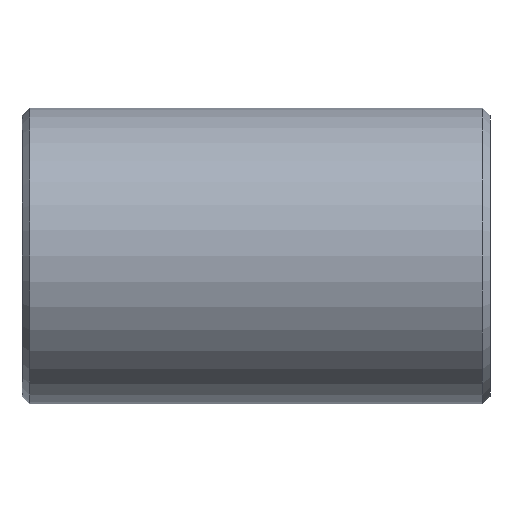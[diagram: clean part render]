
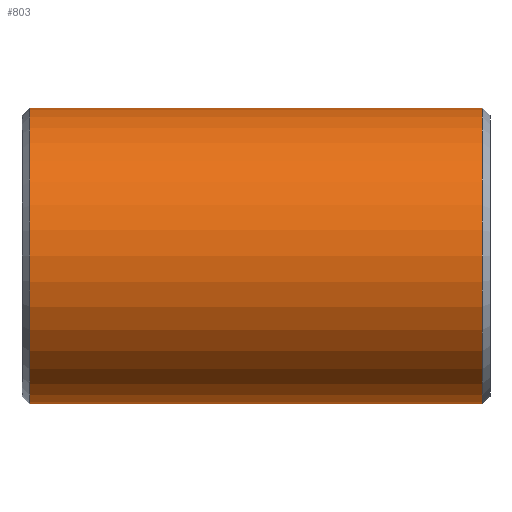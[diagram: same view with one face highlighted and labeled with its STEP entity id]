
A CAD part, front view. The second image highlights one B-rep face of the part: STEP entity #803.
In plain terms, the highlighted cylindrical face has radius 136.525 mm (diameter 273.05 mm), a partial arc.
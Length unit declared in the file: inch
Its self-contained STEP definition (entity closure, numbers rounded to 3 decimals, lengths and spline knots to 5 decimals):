
#9 = LINE ( 'NONE', #633, #663 ) ;
#27 = VERTEX_POINT ( 'NONE', #407 ) ;
#37 = CARTESIAN_POINT ( 'NONE',  ( 8.21867, 0., -5.375 ) ) ;
#41 = EDGE_CURVE ( 'NONE', #713, #445, #221, .T. ) ;
#45 = CIRCLE ( 'NONE', #188, 5.375 ) ;
#74 = DIRECTION ( 'NONE',  ( -1., 0., 0. ) ) ;
#84 = EDGE_LOOP ( 'NONE', ( #250, #240, #116, #435 ) ) ;
#116 = ORIENTED_EDGE ( 'NONE', *, *, #199, .T. ) ;
#134 = DIRECTION ( 'NONE',  ( 0., 0., -1. ) ) ;
#178 = FACE_OUTER_BOUND ( 'NONE', #84, .T. ) ;
#188 = AXIS2_PLACEMENT_3D ( 'NONE', #433, #627, #696 ) ;
#199 = EDGE_CURVE ( 'NONE', #386, #27, #9, .T. ) ;
#218 = VECTOR ( 'NONE', #729, 39.37008 ) ;
#221 = LINE ( 'NONE', #656, #218 ) ;
#240 = ORIENTED_EDGE ( 'NONE', *, *, #475, .T. ) ;
#250 = ORIENTED_EDGE ( 'NONE', *, *, #41, .F. ) ;
#254 = CARTESIAN_POINT ( 'NONE',  ( 8.5, 0., 0. ) ) ;
#375 = AXIS2_PLACEMENT_3D ( 'NONE', #254, #383, #562 ) ;
#383 = DIRECTION ( 'NONE',  ( -1., 0., 0. ) ) ;
#384 = DIRECTION ( 'NONE',  ( -1., 0., 0. ) ) ;
#386 = VERTEX_POINT ( 'NONE', #447 ) ;
#406 = EDGE_CURVE ( 'NONE', #27, #445, #45, .T. ) ;
#407 = CARTESIAN_POINT ( 'NONE',  ( -8.21867, 0., 5.375 ) ) ;
#433 = CARTESIAN_POINT ( 'NONE',  ( -8.21867, 0., 0. ) ) ;
#435 = ORIENTED_EDGE ( 'NONE', *, *, #406, .T. ) ;
#445 = VERTEX_POINT ( 'NONE', #569 ) ;
#447 = CARTESIAN_POINT ( 'NONE',  ( 8.21867, 0., 5.375 ) ) ;
#452 = CIRCLE ( 'NONE', #573, 5.375 ) ;
#475 = EDGE_CURVE ( 'NONE', #713, #386, #452, .T. ) ;
#562 = DIRECTION ( 'NONE',  ( 0., 0., 1. ) ) ;
#569 = CARTESIAN_POINT ( 'NONE',  ( -8.21867, 0., -5.375 ) ) ;
#573 = AXIS2_PLACEMENT_3D ( 'NONE', #692, #384, #134 ) ;
#627 = DIRECTION ( 'NONE',  ( 1., 0., 0. ) ) ;
#633 = CARTESIAN_POINT ( 'NONE',  ( 8.5, 0., 5.375 ) ) ;
#656 = CARTESIAN_POINT ( 'NONE',  ( 8.5, 0., -5.375 ) ) ;
#663 = VECTOR ( 'NONE', #74, 39.37008 ) ;
#692 = CARTESIAN_POINT ( 'NONE',  ( 8.21867, 0., 0. ) ) ;
#696 = DIRECTION ( 'NONE',  ( 0., 0., 1. ) ) ;
#713 = VERTEX_POINT ( 'NONE', #37 ) ;
#729 = DIRECTION ( 'NONE',  ( -1., 0., 0. ) ) ;
#751 = CYLINDRICAL_SURFACE ( 'NONE', #375, 5.375 ) ;
#803 = ADVANCED_FACE ( 'NONE', ( #178 ), #751, .T. ) ;
